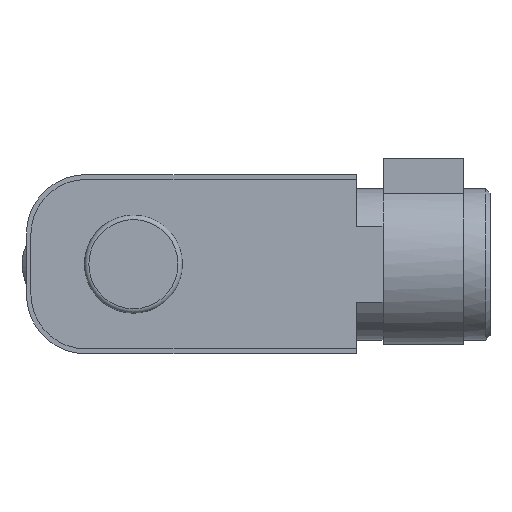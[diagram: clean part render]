
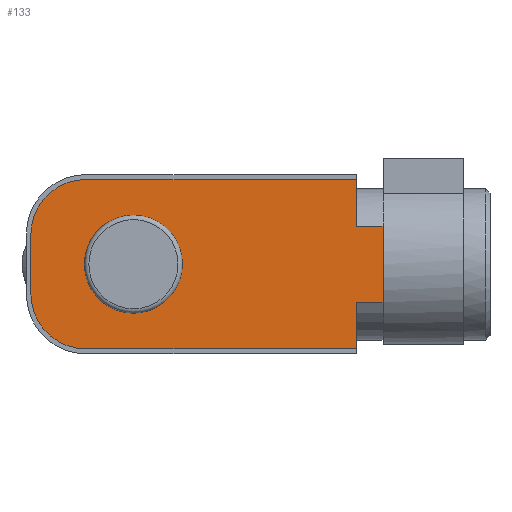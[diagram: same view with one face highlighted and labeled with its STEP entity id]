
A CAD part, top view. The second image highlights one B-rep face of the part: STEP entity #133.
In plain terms, the highlighted planar face has unit normal (0, 0, 1).
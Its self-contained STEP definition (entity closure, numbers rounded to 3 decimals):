
#133 = ADVANCED_FACE( '', ( #296, #297 ), #298, .T. );
#296 = FACE_BOUND( '', #485, .T. );
#297 = FACE_OUTER_BOUND( '', #486, .T. );
#298 = PLANE( '', #487 );
#485 = EDGE_LOOP( '', ( #805 ) );
#486 = EDGE_LOOP( '', ( #806, #807, #808, #809, #810, #811, #812, #813, #814, #815 ) );
#487 = AXIS2_PLACEMENT_3D( '', #816, #817, #818 );
#805 = ORIENTED_EDGE( '', *, *, #1099, .T. );
#806 = ORIENTED_EDGE( '', *, *, #1122, .F. );
#807 = ORIENTED_EDGE( '', *, *, #1178, .T. );
#808 = ORIENTED_EDGE( '', *, *, #1145, .T. );
#809 = ORIENTED_EDGE( '', *, *, #1179, .T. );
#810 = ORIENTED_EDGE( '', *, *, #1172, .T. );
#811 = ORIENTED_EDGE( '', *, *, #1180, .T. );
#812 = ORIENTED_EDGE( '', *, *, #1069, .T. );
#813 = ORIENTED_EDGE( '', *, *, #1086, .T. );
#814 = ORIENTED_EDGE( '', *, *, #1181, .T. );
#815 = ORIENTED_EDGE( '', *, *, #1175, .F. );
#816 = CARTESIAN_POINT( '', ( 48., 8.5, 20.9 ) );
#817 = DIRECTION( '', ( 0., 0., 1. ) );
#818 = DIRECTION( '', ( 1., 0., 0. ) );
#1069 = EDGE_CURVE( '', #1262, #1260, #1263, .T. );
#1086 = EDGE_CURVE( '', #1260, #1290, #1292, .T. );
#1099 = EDGE_CURVE( '', #1312, #1312, #1313, .F. );
#1122 = EDGE_CURVE( '', #1349, #1351, #1352, .T. );
#1145 = EDGE_CURVE( '', #1388, #1386, #1389, .T. );
#1172 = EDGE_CURVE( '', #1430, #1428, #1431, .T. );
#1175 = EDGE_CURVE( '', #1351, #1434, #1435, .T. );
#1178 = EDGE_CURVE( '', #1349, #1388, #1438, .T. );
#1179 = EDGE_CURVE( '', #1386, #1430, #1439, .T. );
#1180 = EDGE_CURVE( '', #1428, #1262, #1440, .T. );
#1181 = EDGE_CURVE( '', #1290, #1434, #1441, .T. );
#1260 = VERTEX_POINT( '', #1540 );
#1262 = VERTEX_POINT( '', #1543 );
#1263 = LINE( '', #1544, #1545 );
#1290 = VERTEX_POINT( '', #1579 );
#1292 = LINE( '', #1582, #1583 );
#1312 = VERTEX_POINT( '', #1610 );
#1313 = CIRCLE( '', #1611, 10. );
#1349 = VERTEX_POINT( '', #1656 );
#1351 = VERTEX_POINT( '', #1659 );
#1352 = LINE( '', #1660, #1661 );
#1386 = VERTEX_POINT( '', #1708 );
#1388 = VERTEX_POINT( '', #1711 );
#1389 = LINE( '', #1712, #1713 );
#1428 = VERTEX_POINT( '', #1851 );
#1430 = VERTEX_POINT( '', #1854 );
#1431 = LINE( '', #1855, #1856 );
#1434 = VERTEX_POINT( '', #1860 );
#1435 = LINE( '', #1861, #1862 );
#1438 = LINE( '', #1866, #1867 );
#1439 = CIRCLE( '', #1868, 12.333 );
#1440 = CIRCLE( '', #1869, 12.333 );
#1441 = LINE( '', #1870, #1871 );
#1540 = CARTESIAN_POINT( '', ( 50., -19., 20.9 ) );
#1543 = CARTESIAN_POINT( '', ( -10.667, -19., 20.9 ) );
#1544 = CARTESIAN_POINT( '', ( -10.667, -19., 20.9 ) );
#1545 = VECTOR( '', #2144, 1000. );
#1579 = CARTESIAN_POINT( '', ( 50., -8.5, 20.9 ) );
#1582 = CARTESIAN_POINT( '', ( 50., -19., 20.9 ) );
#1583 = VECTOR( '', #2168, 1000. );
#1610 = CARTESIAN_POINT( '', ( 10., 0., 20.9 ) );
#1611 = AXIS2_PLACEMENT_3D( '', #2179, #2180, #2181 );
#1656 = CARTESIAN_POINT( '', ( 50., 8.5, 20.9 ) );
#1659 = CARTESIAN_POINT( '', ( 56., 8.5, 20.9 ) );
#1660 = CARTESIAN_POINT( '', ( 48., 8.5, 20.9 ) );
#1661 = VECTOR( '', #2210, 1000. );
#1708 = CARTESIAN_POINT( '', ( -10.667, 19., 20.9 ) );
#1711 = CARTESIAN_POINT( '', ( 50., 19., 20.9 ) );
#1712 = CARTESIAN_POINT( '', ( 50., 19., 20.9 ) );
#1713 = VECTOR( '', #2240, 1000. );
#1851 = CARTESIAN_POINT( '', ( -23., -6.667, 20.9 ) );
#1854 = CARTESIAN_POINT( '', ( -23., 6.667, 20.9 ) );
#1855 = CARTESIAN_POINT( '', ( -23., 6.667, 20.9 ) );
#1856 = VECTOR( '', #2267, 1000. );
#1860 = CARTESIAN_POINT( '', ( 56., -8.5, 20.9 ) );
#1861 = CARTESIAN_POINT( '', ( 56., 8.5, 20.9 ) );
#1862 = VECTOR( '', #2269, 1000. );
#1866 = CARTESIAN_POINT( '', ( 50., -19., 20.9 ) );
#1867 = VECTOR( '', #2271, 1000. );
#1868 = AXIS2_PLACEMENT_3D( '', #2272, #2273, #2274 );
#1869 = AXIS2_PLACEMENT_3D( '', #2275, #2276, #2277 );
#1870 = CARTESIAN_POINT( '', ( 48., -8.5, 20.9 ) );
#1871 = VECTOR( '', #2278, 1000. );
#2144 = DIRECTION( '', ( 1., 0., 0. ) );
#2168 = DIRECTION( '', ( 0., 1., 0. ) );
#2179 = CARTESIAN_POINT( '', ( 0., 0., 20.9 ) );
#2180 = DIRECTION( '', ( 0., 0., 1. ) );
#2181 = DIRECTION( '', ( 1., 0., 0. ) );
#2210 = DIRECTION( '', ( 1., 0., 0. ) );
#2240 = DIRECTION( '', ( -1., 0., 0. ) );
#2267 = DIRECTION( '', ( 0., -1., 0. ) );
#2269 = DIRECTION( '', ( 0., -1., 0. ) );
#2271 = DIRECTION( '', ( 0., 1., 0. ) );
#2272 = CARTESIAN_POINT( '', ( -10.667, 6.667, 20.9 ) );
#2273 = DIRECTION( '', ( 0., 0., 1. ) );
#2274 = DIRECTION( '', ( 1., 0., 0. ) );
#2275 = CARTESIAN_POINT( '', ( -10.667, -6.667, 20.9 ) );
#2276 = DIRECTION( '', ( 0., 0., 1. ) );
#2277 = DIRECTION( '', ( 1., 0., 0. ) );
#2278 = DIRECTION( '', ( 1., 0., 0. ) );
